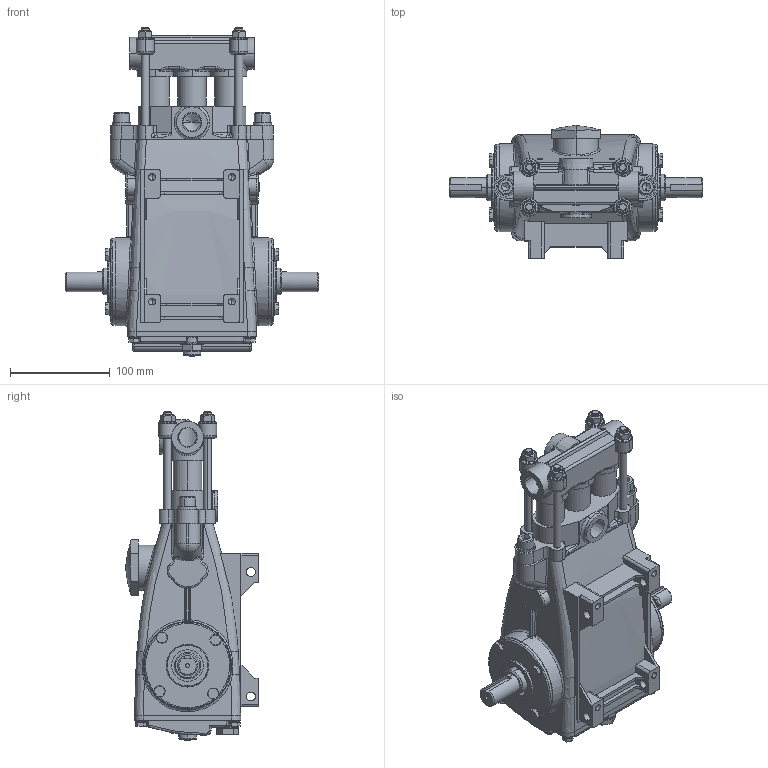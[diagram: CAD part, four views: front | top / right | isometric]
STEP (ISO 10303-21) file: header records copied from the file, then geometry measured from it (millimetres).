
FILE_DESCRIPTION (( 'STEP AP214' ), '1' );
FILE_NAME ('323.STEP', '2010-03-18T20:27:04', ( 'Steve Larson' ), ( 'Diversified Dynamics' ), 'SwSTEP 2.0', 'SolidWorks 2010', '' );
FILE_SCHEMA (( 'AUTOMOTIVE_DESIGN' ));
Length unit declared in the file: inch
Products named in the file (9): Spring Lock Washer_2_JIS_JIS B 1251 No.2 10; 323; 5frame_drive_end; 43768; 43770; 43767; double end studs bm=1.5d_am_AM A M8X100-N; Prevailing Torque Hex Flange Nut_am_AM-M8-N; Socket Head Cap Screw_AM_B18.3.1M - 10 x 1.5 x 30 Hex SHCS -- 30NHX
Assembly tree (18 placements, depth 2):
  323
    Spring Lock Washer_2_JIS_JIS B 1251 No.2 10  x2
    Socket Head Cap Screw_AM_B18.3.1M - 10 x 1.5 x 30 Hex SHCS -- 30NHX  x2
    double end studs bm=1.5d_am_AM A M8X100-N  x4
    Prevailing Torque Hex Flange Nut_am_AM-M8-N  x4
    43767
    43770
    43768  x3
    5frame_drive_end
Bounding box: 254 x 133.35 x 329.18 mm (x, y, z)
Volume: 3033669.6 mm3; surface area: 259130.6 mm2
Topology: 18 solids, 18 shells, 1293 faces, 3109 edges, 1870 vertices
Faces by surface type: plane 568, cylinder 359, bspline 154, cone 130, torus 74, sphere 8
Entity records: 67790 total; most frequent: CARTESIAN_POINT 36848, ORIENTED_EDGE 5380, DIRECTION 5215, EDGE_CURVE 2690, AXIS2_PLACEMENT_3D 2013, VERTEX_POINT 1647, VECTOR 1189, LINE 1189
